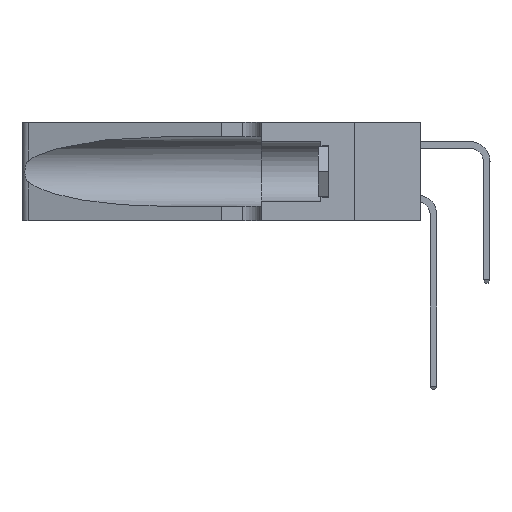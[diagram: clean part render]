
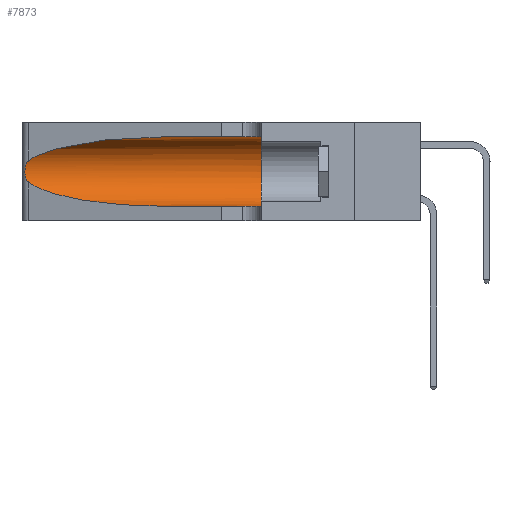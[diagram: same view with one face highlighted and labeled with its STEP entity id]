
A CAD part, left-side view. The second image highlights one B-rep face of the part: STEP entity #7873.
In plain terms, the highlighted cylindrical face has radius 3.308 mm (diameter 6.617 mm), a partial arc.
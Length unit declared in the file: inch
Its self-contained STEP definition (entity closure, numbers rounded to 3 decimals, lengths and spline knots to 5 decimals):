
#176 = CARTESIAN_POINT ( 'NONE',  ( 0.1305, 0.35, 0.05475 ) ) ;
#292 = CARTESIAN_POINT ( 'NONE',  ( 0.25555, 1.22993, 0.14849 ) ) ;
#1331 = VERTEX_POINT ( 'NONE', #2081 ) ;
#2081 = CARTESIAN_POINT ( 'NONE',  ( 0.25487, 1.22718, 0.22369 ) ) ;
#3380 = CARTESIAN_POINT ( 'NONE',  ( 0.1305, 0.72297, 0.31525 ) ) ;
#3479 = CARTESIAN_POINT ( 'NONE',  ( 0.2373, 1.15595, 0.28018 ) ) ;
#3837 = CARTESIAN_POINT ( 'NONE',  ( 0.25487, 1.22718, 0.14631 ) ) ;
#4761 = ORIENTED_EDGE ( 'NONE', *, *, #28695, .T. ) ;
#5077 = CARTESIAN_POINT ( 'NONE',  ( 0.25787, 1.23484, 0.2124 ) ) ;
#6312 = CARTESIAN_POINT ( 'NONE',  ( 0.25487, 1.22718, 0.14631 ) ) ;
#6313 = CARTESIAN_POINT ( 'NONE',  ( 0.1305, 1.61858, 0.185 ) ) ;
#7517 = CARTESIAN_POINT ( 'NONE',  ( 0.26018, 1.23835, 0.19895 ) ) ;
#7580 = CARTESIAN_POINT ( 'NONE',  ( 0.1305, 0.35, 0.31525 ) ) ;
#7864 =( BOUNDED_CURVE ( )  B_SPLINE_CURVE ( 3, ( #3380, #15664, #3479, #20589 ),
 .UNSPECIFIED., .F., .F. ) 
 B_SPLINE_CURVE_WITH_KNOTS ( ( 4, 4 ),
 ( 1.5708, 2.84003 ),
 .UNSPECIFIED. ) 
 CURVE ( )  GEOMETRIC_REPRESENTATION_ITEM ( )  RATIONAL_B_SPLINE_CURVE ( ( 1., 0.87, 0.87, 1. ) ) 
 REPRESENTATION_ITEM ( '' )  );
#7873 = ADVANCED_FACE ( 'NONE', ( #12707 ), #11178, .F. ) ;
#8086 = EDGE_CURVE ( 'NONE', #8917, #10575, #23742, .T. ) ;
#8359 = DIRECTION ( 'NONE',  ( 0., 1., 0. ) ) ;
#8767 = CARTESIAN_POINT ( 'NONE',  ( 0.1305, 0.72297, 0.05475 ) ) ;
#8768 = DIRECTION ( 'NONE',  ( 0., 0., -1. ) ) ;
#8917 = VERTEX_POINT ( 'NONE', #18629 ) ;
#9315 = LINE ( 'NONE', #24244, #23066 ) ;
#9683 = ORIENTED_EDGE ( 'NONE', *, *, #27111, .T. ) ;
#9708 = DIRECTION ( 'NONE',  ( 0., -1., 0. ) ) ;
#9872 = CIRCLE ( 'NONE', #29258, 0.13025 ) ;
#9978 = CARTESIAN_POINT ( 'NONE',  ( 0.26075, 1.23896, 0.178 ) ) ;
#10575 = VERTEX_POINT ( 'NONE', #176 ) ;
#11178 = CYLINDRICAL_SURFACE ( 'NONE', #30996, 0.13025 ) ;
#11326 = VERTEX_POINT ( 'NONE', #7580 ) ;
#11545 = VECTOR ( 'NONE', #9708, 39.37008 ) ;
#11896 = CARTESIAN_POINT ( 'NONE',  ( 0.25555, 1.22994, 0.2215 ) ) ;
#12442 = CARTESIAN_POINT ( 'NONE',  ( 0.25856, 1.23593, 0.16098 ) ) ;
#12707 = FACE_OUTER_BOUND ( 'NONE', #26553, .T. ) ;
#14880 = CARTESIAN_POINT ( 'NONE',  ( 0.25639, 1.23186, 0.15144 ) ) ;
#15482 = EDGE_CURVE ( 'NONE', #30767, #11326, #9315, .T. ) ;
#15664 = CARTESIAN_POINT ( 'NONE',  ( 0.18966, 0.96281, 0.31525 ) ) ;
#15880 =( BOUNDED_CURVE ( )  B_SPLINE_CURVE ( 3, ( #3837, #18480, #23379, #8767 ),
 .UNSPECIFIED., .F., .F. ) 
 B_SPLINE_CURVE_WITH_KNOTS ( ( 4, 4 ),
 ( 3.44316, 4.71239 ),
 .UNSPECIFIED. ) 
 CURVE ( )  GEOMETRIC_REPRESENTATION_ITEM ( )  RATIONAL_B_SPLINE_CURVE ( ( 1., 0.87, 0.87, 1. ) ) 
 REPRESENTATION_ITEM ( '' )  );
#16901 = DIRECTION ( 'NONE',  ( 0., -1., 0. ) ) ;
#17256 = ORIENTED_EDGE ( 'NONE', *, *, #8086, .T. ) ;
#17372 = CARTESIAN_POINT ( 'NONE',  ( 0.25487, 1.22718, 0.14631 ) ) ;
#18480 = CARTESIAN_POINT ( 'NONE',  ( 0.2373, 1.15595, 0.08982 ) ) ;
#18629 = CARTESIAN_POINT ( 'NONE',  ( 0.1305, 0.72297, 0.05475 ) ) ;
#19713 = CARTESIAN_POINT ( 'NONE',  ( 0.25639, 1.23184, 0.21858 ) ) ;
#20589 = CARTESIAN_POINT ( 'NONE',  ( 0.25487, 1.22718, 0.22369 ) ) ;
#20690 = ORIENTED_EDGE ( 'NONE', *, *, #15482, .F. ) ;
#22159 = CARTESIAN_POINT ( 'NONE',  ( 0.25854, 1.2359, 0.20912 ) ) ;
#22996 = CARTESIAN_POINT ( 'NONE',  ( 0.1305, 0.35, 0.185 ) ) ;
#23066 = VECTOR ( 'NONE', #16901, 39.37008 ) ;
#23379 = CARTESIAN_POINT ( 'NONE',  ( 0.18966, 0.96281, 0.05475 ) ) ;
#23742 = LINE ( 'NONE', #24317, #11545 ) ;
#24244 = CARTESIAN_POINT ( 'NONE',  ( 0.1305, 1.61858, 0.31525 ) ) ;
#24317 = CARTESIAN_POINT ( 'NONE',  ( 0.1305, 1.61858, 0.05475 ) ) ;
#24594 = CARTESIAN_POINT ( 'NONE',  ( 0.26075, 1.23896, 0.19203 ) ) ;
#25448 = DIRECTION ( 'NONE',  ( 0., 0., 1. ) ) ;
#25782 = ORIENTED_EDGE ( 'NONE', *, *, #30750, .F. ) ;
#26553 = EDGE_LOOP ( 'NONE', ( #4761, #9683, #30885, #17256, #25782, #20690 ) ) ;
#27071 = CARTESIAN_POINT ( 'NONE',  ( 0.26017, 1.23833, 0.17102 ) ) ;
#27111 = EDGE_CURVE ( 'NONE', #1331, #31562, #28430, .T. ) ;
#28430 = B_SPLINE_CURVE_WITH_KNOTS ( 'NONE', 3,
 ( #28994, #11896, #19713, #5077, #22159, #7517, #24594, #9978, #27071, #12442, #29520, #14880, #292, #17372 ),
 .UNSPECIFIED., .F., .F.,
 ( 4, 2, 2, 2, 2, 2, 4 ),
 ( 0., 0.00027, 0.00053, 0.00107, 0.0016, 0.00187, 0.00214 ),
 .UNSPECIFIED. ) ;
#28695 = EDGE_CURVE ( 'NONE', #30767, #1331, #7864, .T. ) ;
#28994 = CARTESIAN_POINT ( 'NONE',  ( 0.25487, 1.22718, 0.22369 ) ) ;
#29258 = AXIS2_PLACEMENT_3D ( 'NONE', #22996, #8359, #25448 ) ;
#29520 = CARTESIAN_POINT ( 'NONE',  ( 0.25789, 1.23486, 0.15765 ) ) ;
#30362 = CARTESIAN_POINT ( 'NONE',  ( 0.1305, 0.72297, 0.31525 ) ) ;
#30645 = DIRECTION ( 'NONE',  ( 0., -1., 0. ) ) ;
#30750 = EDGE_CURVE ( 'NONE', #11326, #10575, #9872, .T. ) ;
#30767 = VERTEX_POINT ( 'NONE', #30362 ) ;
#30885 = ORIENTED_EDGE ( 'NONE', *, *, #31559, .T. ) ;
#30996 = AXIS2_PLACEMENT_3D ( 'NONE', #6313, #30645, #8768 ) ;
#31559 = EDGE_CURVE ( 'NONE', #31562, #8917, #15880, .T. ) ;
#31562 = VERTEX_POINT ( 'NONE', #6312 ) ;
